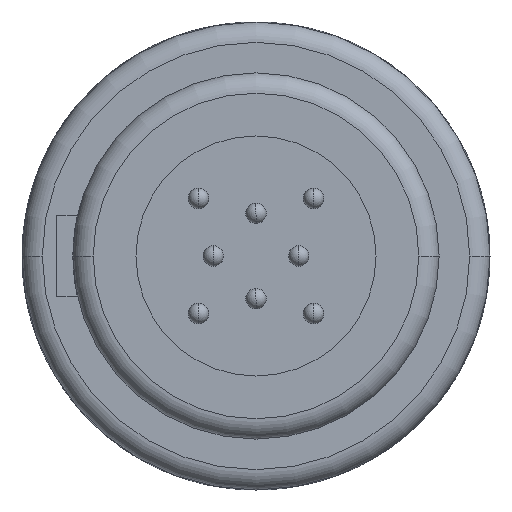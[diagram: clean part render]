
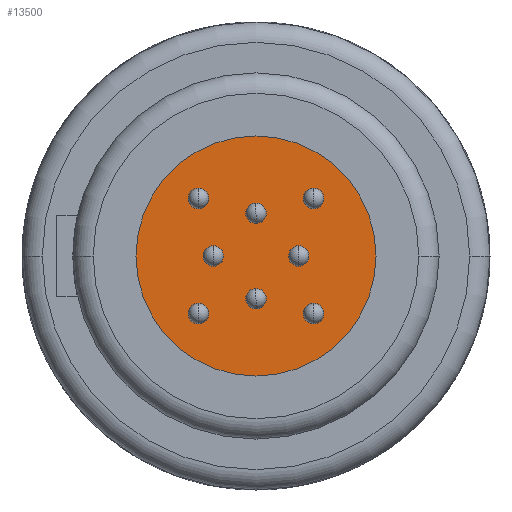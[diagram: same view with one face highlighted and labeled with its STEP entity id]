
A CAD part, left-side view. The second image highlights one B-rep face of the part: STEP entity #13500.
In plain terms, the highlighted planar face has unit normal (-1, 0, 0).
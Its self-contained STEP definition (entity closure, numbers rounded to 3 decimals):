
#1635=CARTESIAN_POINT('',(-3.,0.,0.));
#1636=DIRECTION('',(-1.,0.,0.));
#1637=DIRECTION('',(0.,-1.,0.));
#1638=AXIS2_PLACEMENT_3D('',#1635,#1636,#1637);
#1665=CARTESIAN_POINT('',(-3.,0.,0.));
#1666=DIRECTION('',(-1.,0.,0.));
#1667=DIRECTION('',(0.,1.,0.));
#1668=AXIS2_PLACEMENT_3D('',#1665,#1666,#1667);
#4502=CARTESIAN_POINT('',(-3.,1.414,-1.414));
#4503=DIRECTION('',(-1.,0.,0.));
#4504=DIRECTION('',(0.,0.,1.));
#4505=AXIS2_PLACEMENT_3D('',#4502,#4503,#4504);
#4510=CARTESIAN_POINT('',(-3.,1.414,-1.414));
#4511=DIRECTION('',(-1.,0.,0.));
#4512=DIRECTION('',(0.,0.,-1.));
#4513=AXIS2_PLACEMENT_3D('',#4510,#4511,#4512);
#4518=CARTESIAN_POINT('',(-3.,0.,-1.05));
#4519=DIRECTION('',(-1.,0.,0.));
#4520=DIRECTION('',(0.,0.,1.));
#4521=AXIS2_PLACEMENT_3D('',#4518,#4519,#4520);
#4526=CARTESIAN_POINT('',(-3.,0.,-1.05));
#4527=DIRECTION('',(-1.,0.,0.));
#4528=DIRECTION('',(0.,0.,-1.));
#4529=AXIS2_PLACEMENT_3D('',#4526,#4527,#4528);
#4534=CARTESIAN_POINT('',(-3.,-1.414,-1.414));
#4535=DIRECTION('',(-1.,0.,0.));
#4536=DIRECTION('',(0.,0.,1.));
#4537=AXIS2_PLACEMENT_3D('',#4534,#4535,#4536);
#4542=CARTESIAN_POINT('',(-3.,-1.414,-1.414));
#4543=DIRECTION('',(-1.,0.,0.));
#4544=DIRECTION('',(0.,0.,-1.));
#4545=AXIS2_PLACEMENT_3D('',#4542,#4543,#4544);
#4550=CARTESIAN_POINT('',(-3.,-1.414,1.414));
#4551=DIRECTION('',(-1.,0.,0.));
#4552=DIRECTION('',(0.,0.,1.));
#4553=AXIS2_PLACEMENT_3D('',#4550,#4551,#4552);
#4558=CARTESIAN_POINT('',(-3.,-1.414,1.414));
#4559=DIRECTION('',(-1.,0.,0.));
#4560=DIRECTION('',(0.,0.,-1.));
#4561=AXIS2_PLACEMENT_3D('',#4558,#4559,#4560);
#4566=CARTESIAN_POINT('',(-3.,0.,1.05));
#4567=DIRECTION('',(-1.,0.,0.));
#4568=DIRECTION('',(0.,0.,1.));
#4569=AXIS2_PLACEMENT_3D('',#4566,#4567,#4568);
#4574=CARTESIAN_POINT('',(-3.,0.,1.05));
#4575=DIRECTION('',(-1.,0.,0.));
#4576=DIRECTION('',(0.,0.,-1.));
#4577=AXIS2_PLACEMENT_3D('',#4574,#4575,#4576);
#4582=CARTESIAN_POINT('',(-3.,1.414,1.414));
#4583=DIRECTION('',(-1.,0.,0.));
#4584=DIRECTION('',(0.,0.,1.));
#4585=AXIS2_PLACEMENT_3D('',#4582,#4583,#4584);
#4590=CARTESIAN_POINT('',(-3.,1.414,1.414));
#4591=DIRECTION('',(-1.,0.,0.));
#4592=DIRECTION('',(0.,0.,-1.));
#4593=AXIS2_PLACEMENT_3D('',#4590,#4591,#4592);
#4598=CARTESIAN_POINT('',(-3.,1.05,0.));
#4599=DIRECTION('',(-1.,0.,0.));
#4600=DIRECTION('',(0.,0.,1.));
#4601=AXIS2_PLACEMENT_3D('',#4598,#4599,#4600);
#4606=CARTESIAN_POINT('',(-3.,1.05,0.));
#4607=DIRECTION('',(-1.,0.,0.));
#4608=DIRECTION('',(0.,0.,-1.));
#4609=AXIS2_PLACEMENT_3D('',#4606,#4607,#4608);
#4614=CARTESIAN_POINT('',(-3.,-1.05,0.));
#4615=DIRECTION('',(-1.,0.,0.));
#4616=DIRECTION('',(0.,0.,1.));
#4617=AXIS2_PLACEMENT_3D('',#4614,#4615,#4616);
#4622=CARTESIAN_POINT('',(-3.,-1.05,0.));
#4623=DIRECTION('',(-1.,0.,0.));
#4624=DIRECTION('',(0.,0.,-1.));
#4625=AXIS2_PLACEMENT_3D('',#4622,#4623,#4624);
#9450=CARTESIAN_POINT('',(-3.,-2.95,0.));
#9451=CARTESIAN_POINT('',(-3.,2.95,0.));
#9452=VERTEX_POINT('',#9450);
#9453=VERTEX_POINT('',#9451);
#9877=CARTESIAN_POINT('',(-3.,1.414,-1.164));
#9878=CARTESIAN_POINT('',(-3.,1.414,-1.664));
#9879=VERTEX_POINT('',#9877);
#9880=VERTEX_POINT('',#9878);
#9881=CARTESIAN_POINT('',(-3.,0.,-0.8));
#9882=CARTESIAN_POINT('',(-3.,0.,-1.3));
#9883=VERTEX_POINT('',#9881);
#9884=VERTEX_POINT('',#9882);
#9885=CARTESIAN_POINT('',(-3.,-1.414,-1.164));
#9886=CARTESIAN_POINT('',(-3.,-1.414,-1.664));
#9887=VERTEX_POINT('',#9885);
#9888=VERTEX_POINT('',#9886);
#9889=CARTESIAN_POINT('',(-3.,-1.414,1.664));
#9890=CARTESIAN_POINT('',(-3.,-1.414,1.164));
#9891=VERTEX_POINT('',#9889);
#9892=VERTEX_POINT('',#9890);
#9893=CARTESIAN_POINT('',(-3.,0.,1.3));
#9894=CARTESIAN_POINT('',(-3.,0.,0.8));
#9895=VERTEX_POINT('',#9893);
#9896=VERTEX_POINT('',#9894);
#9897=CARTESIAN_POINT('',(-3.,1.414,1.664));
#9898=CARTESIAN_POINT('',(-3.,1.414,1.164));
#9899=VERTEX_POINT('',#9897);
#9900=VERTEX_POINT('',#9898);
#9901=CARTESIAN_POINT('',(-3.,1.05,0.25));
#9902=CARTESIAN_POINT('',(-3.,1.05,-0.25));
#9903=VERTEX_POINT('',#9901);
#9904=VERTEX_POINT('',#9902);
#9905=CARTESIAN_POINT('',(-3.,-1.05,0.25));
#9906=CARTESIAN_POINT('',(-3.,-1.05,-0.25));
#9907=VERTEX_POINT('',#9905);
#9908=VERTEX_POINT('',#9906);
#13443=CARTESIAN_POINT('',(-3.,0.,0.));
#13444=DIRECTION('',(1.,0.,0.));
#13445=DIRECTION('',(0.,0.,-1.));
#13446=AXIS2_PLACEMENT_3D('',#13443,#13444,#13445);
#13447=PLANE('',#13446);
#13448=ORIENTED_EDGE('',*,*,#11132,.F.);
#13449=ORIENTED_EDGE('',*,*,#11175,.F.);
#13450=EDGE_LOOP('',(#13448,#13449));
#13451=FACE_OUTER_BOUND('',#13450,.F.);
#13453=ORIENTED_EDGE('',*,*,#13452,.T.);
#13455=ORIENTED_EDGE('',*,*,#13454,.T.);
#13456=EDGE_LOOP('',(#13453,#13455));
#13457=FACE_BOUND('',#13456,.F.);
#13459=ORIENTED_EDGE('',*,*,#13458,.T.);
#13461=ORIENTED_EDGE('',*,*,#13460,.T.);
#13462=EDGE_LOOP('',(#13459,#13461));
#13463=FACE_BOUND('',#13462,.F.);
#13465=ORIENTED_EDGE('',*,*,#13464,.T.);
#13467=ORIENTED_EDGE('',*,*,#13466,.T.);
#13468=EDGE_LOOP('',(#13465,#13467));
#13469=FACE_BOUND('',#13468,.F.);
#13471=ORIENTED_EDGE('',*,*,#13470,.T.);
#13473=ORIENTED_EDGE('',*,*,#13472,.T.);
#13474=EDGE_LOOP('',(#13471,#13473));
#13475=FACE_BOUND('',#13474,.F.);
#13477=ORIENTED_EDGE('',*,*,#13476,.T.);
#13479=ORIENTED_EDGE('',*,*,#13478,.T.);
#13480=EDGE_LOOP('',(#13477,#13479));
#13481=FACE_BOUND('',#13480,.F.);
#13483=ORIENTED_EDGE('',*,*,#13482,.T.);
#13485=ORIENTED_EDGE('',*,*,#13484,.T.);
#13486=EDGE_LOOP('',(#13483,#13485));
#13487=FACE_BOUND('',#13486,.F.);
#13489=ORIENTED_EDGE('',*,*,#13488,.T.);
#13491=ORIENTED_EDGE('',*,*,#13490,.T.);
#13492=EDGE_LOOP('',(#13489,#13491));
#13493=FACE_BOUND('',#13492,.F.);
#13495=ORIENTED_EDGE('',*,*,#13494,.T.);
#13497=ORIENTED_EDGE('',*,*,#13496,.T.);
#13498=EDGE_LOOP('',(#13495,#13497));
#13499=FACE_BOUND('',#13498,.F.);
#1639=CIRCLE('',#1638,2.95);
#1669=CIRCLE('',#1668,2.95);
#4506=CIRCLE('',#4505,0.25);
#4514=CIRCLE('',#4513,0.25);
#4522=CIRCLE('',#4521,0.25);
#4530=CIRCLE('',#4529,0.25);
#4538=CIRCLE('',#4537,0.25);
#4546=CIRCLE('',#4545,0.25);
#4554=CIRCLE('',#4553,0.25);
#4562=CIRCLE('',#4561,0.25);
#4570=CIRCLE('',#4569,0.25);
#4578=CIRCLE('',#4577,0.25);
#4586=CIRCLE('',#4585,0.25);
#4594=CIRCLE('',#4593,0.25);
#4602=CIRCLE('',#4601,0.25);
#4610=CIRCLE('',#4609,0.25);
#4618=CIRCLE('',#4617,0.25);
#4626=CIRCLE('',#4625,0.25);
#11132=EDGE_CURVE('',#9452,#9453,#1639,.T.);
#11175=EDGE_CURVE('',#9453,#9452,#1669,.T.);
#13452=EDGE_CURVE('',#9879,#9880,#4506,.T.);
#13454=EDGE_CURVE('',#9880,#9879,#4514,.T.);
#13458=EDGE_CURVE('',#9883,#9884,#4522,.T.);
#13460=EDGE_CURVE('',#9884,#9883,#4530,.T.);
#13464=EDGE_CURVE('',#9887,#9888,#4538,.T.);
#13466=EDGE_CURVE('',#9888,#9887,#4546,.T.);
#13470=EDGE_CURVE('',#9891,#9892,#4554,.T.);
#13472=EDGE_CURVE('',#9892,#9891,#4562,.T.);
#13476=EDGE_CURVE('',#9895,#9896,#4570,.T.);
#13478=EDGE_CURVE('',#9896,#9895,#4578,.T.);
#13482=EDGE_CURVE('',#9899,#9900,#4586,.T.);
#13484=EDGE_CURVE('',#9900,#9899,#4594,.T.);
#13488=EDGE_CURVE('',#9903,#9904,#4602,.T.);
#13490=EDGE_CURVE('',#9904,#9903,#4610,.T.);
#13494=EDGE_CURVE('',#9907,#9908,#4618,.T.);
#13496=EDGE_CURVE('',#9908,#9907,#4626,.T.);
#13500=ADVANCED_FACE('',(#13451,#13457,#13463,#13469,#13475,#13481,#13487,
#13493,#13499),#13447,.F.);
